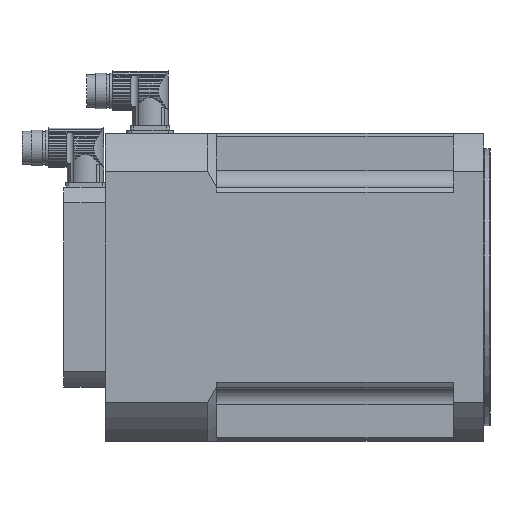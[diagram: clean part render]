
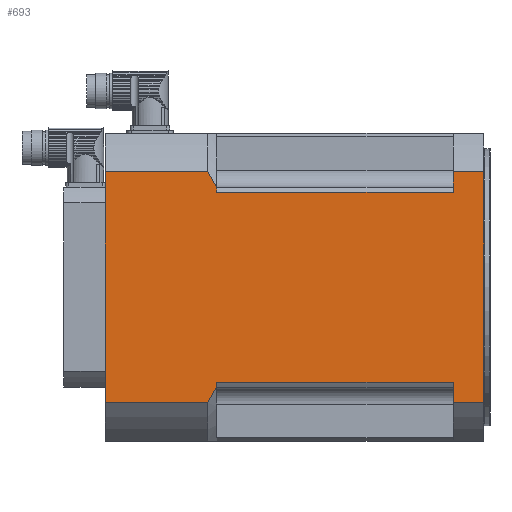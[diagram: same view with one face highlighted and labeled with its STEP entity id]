
A CAD part, left-side view. The second image highlights one B-rep face of the part: STEP entity #693.
In plain terms, the highlighted planar face has unit normal (-1, 0, 0).
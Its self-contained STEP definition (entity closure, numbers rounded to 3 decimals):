
#693=ADVANCED_FACE('',(#1028),#968,.T.);
#968=PLANE('',#4881);
#1028=FACE_OUTER_BOUND('',#1272,.T.);
#1272=EDGE_LOOP('',(#1763,#1764,#1765,#1766,#1767,#1768,#1769,#1770,#1771,
#1772,#1773,#1774,#1775,#1776));
#1615=B_SPLINE_CURVE_WITH_KNOTS('',3,(#6809,#6810,#6811,#6812),.UNSPECIFIED.,
.F.,.F.,(4,4),(0.,1.),.UNSPECIFIED.);
#1616=B_SPLINE_CURVE_WITH_KNOTS('',3,(#6832,#6833,#6834,#6835),.UNSPECIFIED.,
.F.,.F.,(4,4),(0.,1.),.UNSPECIFIED.);
#1763=ORIENTED_EDGE('',*,*,#3643,.F.);
#1764=ORIENTED_EDGE('',*,*,#3644,.T.);
#1765=ORIENTED_EDGE('',*,*,#3645,.T.);
#1766=ORIENTED_EDGE('',*,*,#3646,.F.);
#1767=ORIENTED_EDGE('',*,*,#3647,.T.);
#1768=ORIENTED_EDGE('',*,*,#3648,.F.);
#1769=ORIENTED_EDGE('',*,*,#3649,.T.);
#1770=ORIENTED_EDGE('',*,*,#3650,.F.);
#1771=ORIENTED_EDGE('',*,*,#3651,.T.);
#1772=ORIENTED_EDGE('',*,*,#3652,.F.);
#1773=ORIENTED_EDGE('',*,*,#3653,.T.);
#1774=ORIENTED_EDGE('',*,*,#3654,.T.);
#1775=ORIENTED_EDGE('',*,*,#3655,.F.);
#1776=ORIENTED_EDGE('',*,*,#3656,.F.);
#3149=VERTEX_POINT('',#6807);
#3150=VERTEX_POINT('',#6808);
#3151=VERTEX_POINT('',#6813);
#3152=VERTEX_POINT('',#6815);
#3153=VERTEX_POINT('',#6817);
#3154=VERTEX_POINT('',#6819);
#3155=VERTEX_POINT('',#6821);
#3156=VERTEX_POINT('',#6823);
#3157=VERTEX_POINT('',#6825);
#3158=VERTEX_POINT('',#6827);
#3159=VERTEX_POINT('',#6829);
#3160=VERTEX_POINT('',#6831);
#3161=VERTEX_POINT('',#6836);
#3162=VERTEX_POINT('',#6838);
#3643=EDGE_CURVE('',#3149,#3150,#4336,.T.);
#3644=EDGE_CURVE('',#3149,#3151,#1615,.T.);
#3645=EDGE_CURVE('',#3151,#3152,#4337,.T.);
#3646=EDGE_CURVE('',#3153,#3152,#4338,.T.);
#3647=EDGE_CURVE('',#3153,#3154,#4339,.T.);
#3648=EDGE_CURVE('',#3155,#3154,#4340,.T.);
#3649=EDGE_CURVE('',#3155,#3156,#4341,.T.);
#3650=EDGE_CURVE('',#3157,#3156,#4342,.T.);
#3651=EDGE_CURVE('',#3157,#3158,#4343,.T.);
#3652=EDGE_CURVE('',#3159,#3158,#4344,.T.);
#3653=EDGE_CURVE('',#3159,#3160,#4345,.T.);
#3654=EDGE_CURVE('',#3160,#3161,#1616,.T.);
#3655=EDGE_CURVE('',#3162,#3161,#4346,.T.);
#3656=EDGE_CURVE('',#3150,#3162,#4347,.T.);
#4336=LINE('',#6806,#4608);
#4337=LINE('',#6814,#4609);
#4338=LINE('',#6816,#4610);
#4339=LINE('',#6818,#4611);
#4340=LINE('',#6820,#4612);
#4341=LINE('',#6822,#4613);
#4342=LINE('',#6824,#4614);
#4343=LINE('',#6826,#4615);
#4344=LINE('',#6828,#4616);
#4345=LINE('',#6830,#4617);
#4346=LINE('',#6837,#4618);
#4347=LINE('',#6839,#4619);
#4608=VECTOR('',#5433,1.);
#4609=VECTOR('',#5434,1.);
#4610=VECTOR('',#5435,1.);
#4611=VECTOR('',#5436,1.);
#4612=VECTOR('',#5437,1.);
#4613=VECTOR('',#5438,1.);
#4614=VECTOR('',#5439,1.);
#4615=VECTOR('',#5440,1.);
#4616=VECTOR('',#5441,1.);
#4617=VECTOR('',#5442,1.);
#4618=VECTOR('',#5443,1.);
#4619=VECTOR('',#5444,1.);
#4881=AXIS2_PLACEMENT_3D('',#6840,#5445,#5446);
#5433=DIRECTION('',(0.,1.,0.));
#5434=DIRECTION('',(0.,0.,1.));
#5435=DIRECTION('',(0.,1.,0.));
#5436=DIRECTION('',(0.,0.,-1.));
#5437=DIRECTION('',(0.,1.,0.));
#5438=DIRECTION('',(0.,0.,1.));
#5439=DIRECTION('',(0.,-1.,0.));
#5440=DIRECTION('',(0.,0.,-1.));
#5441=DIRECTION('',(0.,-1.,0.));
#5442=DIRECTION('',(0.,0.,1.));
#5443=DIRECTION('',(0.,-1.,0.));
#5444=DIRECTION('',(0.,0.,1.));
#5445=DIRECTION('',(-1.,0.,0.));
#5446=DIRECTION('',(0.,0.,1.));
#6806=CARTESIAN_POINT('',(-35.,245.5,-10.));
#6807=CARTESIAN_POINT('',(-35.,179.,-10.));
#6808=CARTESIAN_POINT('',(-35.,245.5,-10.));
#6809=CARTESIAN_POINT('',(-35.,179.,-10.));
#6810=CARTESIAN_POINT('',(-35.,176.926,-6.544));
#6811=CARTESIAN_POINT('',(-35.,174.921,-3.049));
#6812=CARTESIAN_POINT('',(-35.,173.,0.494));
#6813=CARTESIAN_POINT('',(-35.,173.,0.494));
#6814=CARTESIAN_POINT('',(-35.,173.,-35.));
#6815=CARTESIAN_POINT('',(-35.,173.,3.305));
#6816=CARTESIAN_POINT('',(-35.,173.,3.305));
#6817=CARTESIAN_POINT('',(-35.,19.5,3.305));
#6818=CARTESIAN_POINT('',(-35.,19.5,-35.));
#6819=CARTESIAN_POINT('',(-35.,19.5,-10.));
#6820=CARTESIAN_POINT('',(-35.,-0.5,-10.));
#6821=CARTESIAN_POINT('',(-35.,-0.5,-10.));
#6822=CARTESIAN_POINT('',(-35.,-0.5,-35.));
#6823=CARTESIAN_POINT('',(-35.,-0.5,140.));
#6824=CARTESIAN_POINT('',(-35.,-0.5,140.));
#6825=CARTESIAN_POINT('',(-35.,19.5,140.));
#6826=CARTESIAN_POINT('',(-35.,19.5,-35.));
#6827=CARTESIAN_POINT('',(-35.,19.5,126.695));
#6828=CARTESIAN_POINT('',(-35.,173.,126.695));
#6829=CARTESIAN_POINT('',(-35.,173.,126.695));
#6830=CARTESIAN_POINT('',(-35.,173.,-35.));
#6831=CARTESIAN_POINT('',(-35.,173.,129.506));
#6832=CARTESIAN_POINT('',(-35.,173.,129.506));
#6833=CARTESIAN_POINT('',(-35.,174.921,133.049));
#6834=CARTESIAN_POINT('',(-35.,176.926,136.544));
#6835=CARTESIAN_POINT('',(-35.,179.,140.));
#6836=CARTESIAN_POINT('',(-35.,179.,140.));
#6837=CARTESIAN_POINT('',(-35.,245.5,140.));
#6838=CARTESIAN_POINT('',(-35.,245.5,140.));
#6839=CARTESIAN_POINT('',(-35.,245.5,-35.));
#6840=CARTESIAN_POINT('',(-35.,86.25,-35.));
